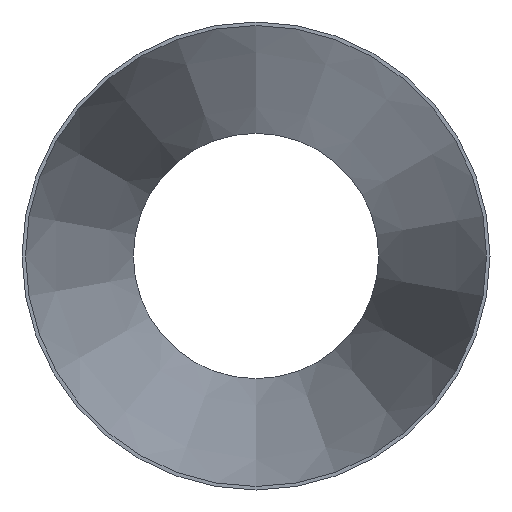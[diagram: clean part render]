
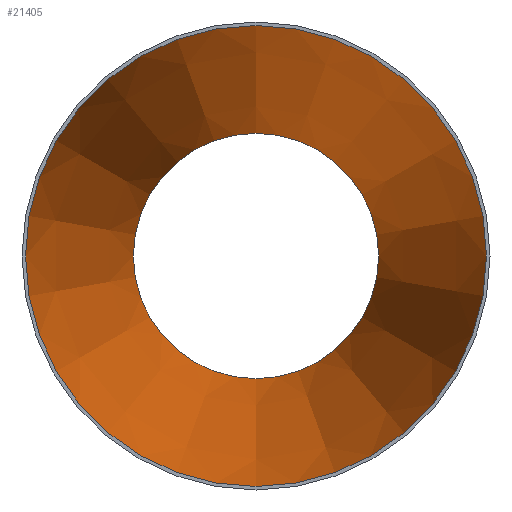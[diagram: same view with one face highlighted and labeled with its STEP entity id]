
A CAD part, front view. The second image highlights one B-rep face of the part: STEP entity #21405.
In plain terms, the highlighted conical face has half-angle 10.609 degrees and reference radius 200.148 mm.
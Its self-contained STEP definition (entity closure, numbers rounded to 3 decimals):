
#61 = EDGE_CURVE ( 'NONE', #29958, #29958, #45431, .T. ) ;
#3009 = DIRECTION ( 'NONE',  ( 0., -1., 0. ) ) ;
#3308 = FACE_BOUND ( 'NONE', #24467, .T. ) ;
#5064 = AXIS2_PLACEMENT_3D ( 'NONE', #15965, #23420, #32747 ) ;
#6333 = AXIS2_PLACEMENT_3D ( 'NONE', #53481, #49321, #24282 ) ;
#9400 = EDGE_LOOP ( 'NONE', ( #10051 ) ) ;
#10051 = ORIENTED_EDGE ( 'NONE', *, *, #51048, .T. ) ;
#15965 = CARTESIAN_POINT ( 'NONE',  ( 0., 0., 0. ) ) ;
#16004 = CARTESIAN_POINT ( 'NONE',  ( 0., 0., -200.148 ) ) ;
#16420 = AXIS2_PLACEMENT_3D ( 'NONE', #41008, #3009, #28355 ) ;
#20136 = VERTEX_POINT ( 'NONE', #16004 ) ;
#21405 = ADVANCED_FACE ( 'NONE', ( #3308, #28642 ), #46426, .F. ) ;
#23420 = DIRECTION ( 'NONE',  ( 0., -1., 0. ) ) ;
#24282 = DIRECTION ( 'NONE',  ( 0., 0., -1. ) ) ;
#24467 = EDGE_LOOP ( 'NONE', ( #27640 ) ) ;
#25689 = CIRCLE ( 'NONE', #6333, 200.148 ) ;
#27640 = ORIENTED_EDGE ( 'NONE', *, *, #61, .F. ) ;
#28355 = DIRECTION ( 'NONE',  ( 0., 0., -1. ) ) ;
#28642 = FACE_OUTER_BOUND ( 'NONE', #9400, .T. ) ;
#29418 = CARTESIAN_POINT ( 'NONE',  ( 0., 500., -106.498 ) ) ;
#29958 = VERTEX_POINT ( 'NONE', #29418 ) ;
#32747 = DIRECTION ( 'NONE',  ( 0., 0., -1. ) ) ;
#41008 = CARTESIAN_POINT ( 'NONE',  ( 0., 500., 0. ) ) ;
#45431 = CIRCLE ( 'NONE', #16420, 106.498 ) ;
#46426 = CONICAL_SURFACE ( 'NONE', #5064, 200.148, 0.185 ) ;
#49321 = DIRECTION ( 'NONE',  ( 0., -1., 0. ) ) ;
#51048 = EDGE_CURVE ( 'NONE', #20136, #20136, #25689, .T. ) ;
#53481 = CARTESIAN_POINT ( 'NONE',  ( 0., 0., 0. ) ) ;
